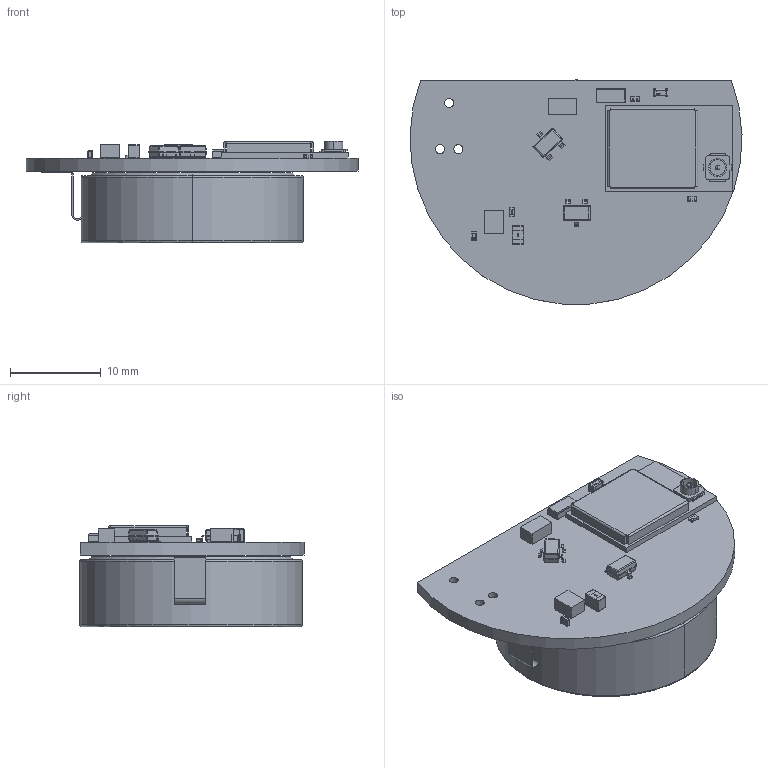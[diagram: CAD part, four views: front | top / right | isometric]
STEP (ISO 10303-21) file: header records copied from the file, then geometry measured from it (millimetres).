
FILE_DESCRIPTION(('Open CASCADE Model'),'2;1');
FILE_NAME('Open CASCADE Shape Model','2025-07-01T21:53:20',('Author'),( 'Open CASCADE'),'Open CASCADE STEP processor 7.5','Open CASCADE 7.5' ,'Unknown');
FILE_SCHEMA(('AUTOMOTIVE_DESIGN { 1 0 10303 214 1 1 1 1 }'));
Length unit declared in the file: millimetre
Products named in the file (56): PCB; Board; Open CASCADE STEP translator 7.5 1.1.1; U2; keystone-PN122; C2; Cap_Murata_GRM158C80G226ME01J_eec; Terminals; Center; Murata; U1; 6583113744; Body; Pins; R1; User Library-R SMD 0402; User Library-R SMD 0402_0402 BODY; User Library-R SMD 0402_0402 PAD; User Library-R SMD 0402_0402 OPIS; C1; Cap_TDK_C2012X7R1E474K125AA_eec; body; side; TDK Logo; U5; 6583116864; IC1; 6685612176; Extruded; U4; 6583107424; Leader; U3; 6583107264; Y1; 6583106304; solidBody; solidTop; solidLead; M1 ...
Assembly tree (62 placements, depth 5):
  PCB
    Board
      Open CASCADE STEP translator 7.5 1.1.1
    U2
      keystone-PN122
    C2
      Cap_Murata_GRM158C80G226ME01J_eec
        Terminals
        Center
        Murata
    U1
      6583113744
        Body
        Pins
    R1
      User Library-R SMD 0402
        User Library-R SMD 0402_0402 BODY
        User Library-R SMD 0402_0402 PAD  x2
        User Library-R SMD 0402_0402 OPIS
    C1
      Cap_TDK_C2012X7R1E474K125AA_eec
        body
        side  x2
        TDK Logo
    U5
      6583116864
    IC1
      6685612176
        Extruded
    U4
      6583107424
        Body
          Open CASCADE STEP translator 7.5 1.1.1
        Leader  x3
    U3
      6583107264
        Body
          Open CASCADE STEP translator 7.5 1.1.1
        Leader  x3
    Y1
      6583106304
        solidBody
        solidTop
        solidLead
    M1
      AN54L15Q-U-20250207_RGB8421504
    C4
      User Library-0402C
    L2
      Ind_TDK_MLZ1608A1R0WT000_eec
        1
        2
        TDK Logo
    C3
      User Library-0402C
    Free-Models
      CR2477--3DModel-STEP-56544
Bounding box: 36.59 x 24.71 x 11.18 mm (x, y, z)
Volume: 4833.8 mm3; surface area: 4062.9 mm2
Topology: 72 solids, 72 shells, 1554 faces, 3602 edges, 2233 vertices
Faces by surface type: plane 924, cylinder 413, bspline 113, sphere 66, torus 20, revolution 16, cone 2
Full cylindrical faces by diameter (mm): 0.99 x3
Entity records: 45780 total; most frequent: CARTESIAN_POINT 10926, DIRECTION 6388, ORIENTED_EDGE 6348, EDGE_CURVE 3174, LINE 2216, VECTOR 2216, AXIS2_PLACEMENT_3D 2082, VERTEX_POINT 2001
